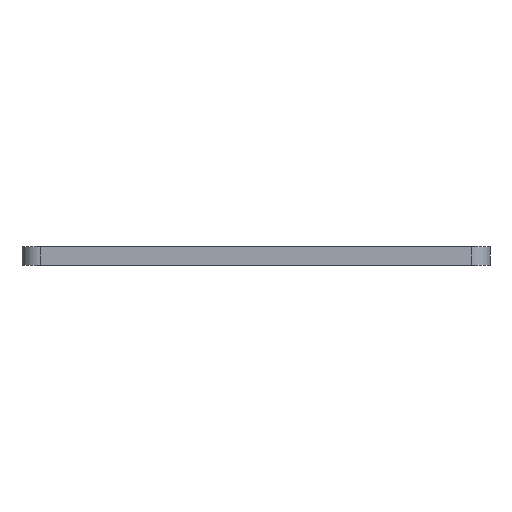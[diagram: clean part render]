
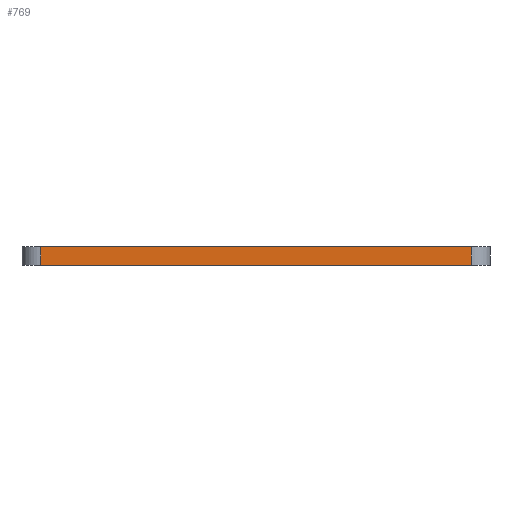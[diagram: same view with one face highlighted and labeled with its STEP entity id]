
A CAD part, left-side view. The second image highlights one B-rep face of the part: STEP entity #769.
In plain terms, the highlighted planar face has unit normal (-1, 0, 0).
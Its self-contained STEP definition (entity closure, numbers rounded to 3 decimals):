
#14 = LINE ( 'NONE', #740, #456 ) ;
#31 = CARTESIAN_POINT ( 'NONE',  ( -22.5, 11.5, 1. ) ) ;
#48 = CARTESIAN_POINT ( 'NONE',  ( -22.5, -12.5, 0. ) ) ;
#54 = CARTESIAN_POINT ( 'NONE',  ( -22.5, -11.5, 0. ) ) ;
#56 = AXIS2_PLACEMENT_3D ( 'NONE', #860, #411, #784 ) ;
#57 = PLANE ( 'NONE',  #56 ) ;
#92 = EDGE_CURVE ( 'NONE', #556, #607, #14, .T. ) ;
#181 = CARTESIAN_POINT ( 'NONE',  ( -22.5, 11.5, 0. ) ) ;
#219 = DIRECTION ( 'NONE',  ( 0., 0., 1. ) ) ;
#267 = LINE ( 'NONE', #31, #675 ) ;
#293 = DIRECTION ( 'NONE',  ( 0., -1., 0. ) ) ;
#302 = VECTOR ( 'NONE', #219, 1000. ) ;
#341 = ORIENTED_EDGE ( 'NONE', *, *, #940, .T. ) ;
#372 = LINE ( 'NONE', #48, #533 ) ;
#411 = DIRECTION ( 'NONE',  ( 1., 0., 0. ) ) ;
#445 = EDGE_CURVE ( 'NONE', #556, #666, #267, .T. ) ;
#456 = VECTOR ( 'NONE', #293, 1000. ) ;
#460 = EDGE_LOOP ( 'NONE', ( #708, #341, #648, #804 ) ) ;
#533 = VECTOR ( 'NONE', #847, 1000. ) ;
#551 = CARTESIAN_POINT ( 'NONE',  ( -22.5, 11.5, 1. ) ) ;
#556 = VERTEX_POINT ( 'NONE', #551 ) ;
#602 = FACE_OUTER_BOUND ( 'NONE', #460, .T. ) ;
#607 = VERTEX_POINT ( 'NONE', #699 ) ;
#610 = DIRECTION ( 'NONE',  ( 0., 0., -1. ) ) ;
#644 = CARTESIAN_POINT ( 'NONE',  ( -22.5, -11.5, 1. ) ) ;
#645 = EDGE_CURVE ( 'NONE', #666, #789, #372, .T. ) ;
#648 = ORIENTED_EDGE ( 'NONE', *, *, #92, .F. ) ;
#666 = VERTEX_POINT ( 'NONE', #181 ) ;
#675 = VECTOR ( 'NONE', #610, 1000. ) ;
#677 = LINE ( 'NONE', #644, #302 ) ;
#699 = CARTESIAN_POINT ( 'NONE',  ( -22.5, -11.5, 1. ) ) ;
#708 = ORIENTED_EDGE ( 'NONE', *, *, #645, .T. ) ;
#740 = CARTESIAN_POINT ( 'NONE',  ( -22.5, -12.5, 1. ) ) ;
#769 = ADVANCED_FACE ( 'NONE', ( #602 ), #57, .F. ) ;
#784 = DIRECTION ( 'NONE',  ( 0., 0., -1. ) ) ;
#789 = VERTEX_POINT ( 'NONE', #54 ) ;
#804 = ORIENTED_EDGE ( 'NONE', *, *, #445, .T. ) ;
#847 = DIRECTION ( 'NONE',  ( 0., -1., 0. ) ) ;
#860 = CARTESIAN_POINT ( 'NONE',  ( -22.5, -12.5, 1. ) ) ;
#940 = EDGE_CURVE ( 'NONE', #789, #607, #677, .T. ) ;
